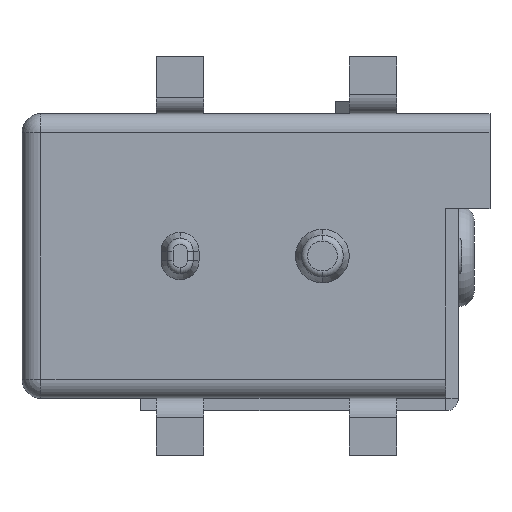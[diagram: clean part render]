
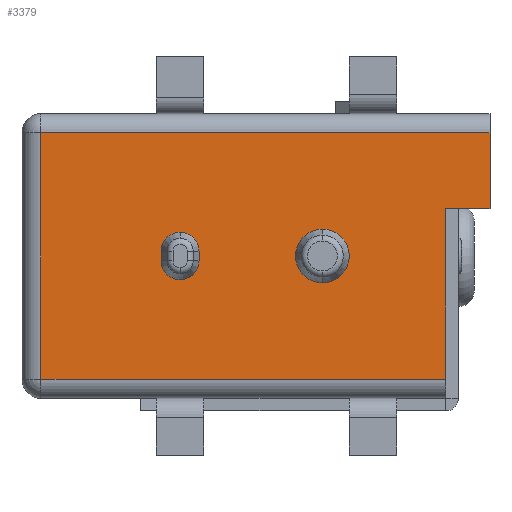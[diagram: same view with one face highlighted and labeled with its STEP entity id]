
A CAD part, front view. The second image highlights one B-rep face of the part: STEP entity #3379.
In plain terms, the highlighted planar face has unit normal (0, -1, 0).
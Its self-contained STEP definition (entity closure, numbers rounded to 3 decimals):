
#19 = CIRCLE ( 'NONE', #1869, 0.6 ) ;
#32 = AXIS2_PLACEMENT_3D ( 'NONE', #2575, #4426, #690 ) ;
#58 = VECTOR ( 'NONE', #3939, 1000. ) ;
#67 = CARTESIAN_POINT ( 'NONE',  ( -1.8, 0.05, -0.15 ) ) ;
#73 = CARTESIAN_POINT ( 'NONE',  ( -3.9, 0.05, -3.9 ) ) ;
#125 = EDGE_CURVE ( 'NONE', #1511, #814, #3039, .T. ) ;
#293 = LINE ( 'NONE', #4316, #58 ) ;
#370 = VERTEX_POINT ( 'NONE', #3147 ) ;
#386 = CARTESIAN_POINT ( 'NONE',  ( 7.4, 0.05, 3.9 ) ) ;
#387 = ORIENTED_EDGE ( 'NONE', *, *, #414, .F. ) ;
#396 = VERTEX_POINT ( 'NONE', #2071 ) ;
#397 = CIRCLE ( 'NONE', #32, 0.6 ) ;
#414 = EDGE_CURVE ( 'NONE', #1511, #3386, #3714, .T. ) ;
#496 = VERTEX_POINT ( 'NONE', #2887 ) ;
#561 = ORIENTED_EDGE ( 'NONE', *, *, #2977, .T. ) ;
#569 = EDGE_CURVE ( 'NONE', #396, #1779, #19, .T. ) ;
#596 = LINE ( 'NONE', #2717, #1739 ) ;
#656 = ORIENTED_EDGE ( 'NONE', *, *, #4243, .T. ) ;
#685 = DIRECTION ( 'NONE',  ( 0., 0., -1. ) ) ;
#690 = DIRECTION ( 'NONE',  ( 0., 0., -1. ) ) ;
#787 = CIRCLE ( 'NONE', #1022, 0.85 ) ;
#809 = CARTESIAN_POINT ( 'NONE',  ( 2.1, 0.05, 0. ) ) ;
#814 = VERTEX_POINT ( 'NONE', #4026 ) ;
#857 = DIRECTION ( 'NONE',  ( 0., 0., -1. ) ) ;
#945 = EDGE_LOOP ( 'NONE', ( #1109, #4449 ) ) ;
#978 = ORIENTED_EDGE ( 'NONE', *, *, #2396, .T. ) ;
#980 = AXIS2_PLACEMENT_3D ( 'NONE', #2497, #3562, #4340 ) ;
#992 = EDGE_CURVE ( 'NONE', #3149, #2241, #3589, .T. ) ;
#1022 = AXIS2_PLACEMENT_3D ( 'NONE', #4810, #2584, #2954 ) ;
#1093 = VECTOR ( 'NONE', #4190, 1000. ) ;
#1109 = ORIENTED_EDGE ( 'NONE', *, *, #992, .F. ) ;
#1172 = EDGE_CURVE ( 'NONE', #3116, #396, #4700, .T. ) ;
#1191 = DIRECTION ( 'NONE',  ( 0., -1., 0. ) ) ;
#1258 = EDGE_LOOP ( 'NONE', ( #1926, #1318, #2035, #4072, #3315 ) ) ;
#1271 = VECTOR ( 'NONE', #1880, 1000. ) ;
#1283 = VERTEX_POINT ( 'NONE', #2828 ) ;
#1291 = CARTESIAN_POINT ( 'NONE',  ( -2.4, 0.05, 0.15 ) ) ;
#1318 = ORIENTED_EDGE ( 'NONE', *, *, #4049, .F. ) ;
#1319 = AXIS2_PLACEMENT_3D ( 'NONE', #809, #1191, #2708 ) ;
#1346 = DIRECTION ( 'NONE',  ( 0., 0., -1. ) ) ;
#1476 = EDGE_LOOP ( 'NONE', ( #978, #656, #561, #3307, #387, #4794 ) ) ;
#1511 = VERTEX_POINT ( 'NONE', #386 ) ;
#1558 = EDGE_CURVE ( 'NONE', #1283, #370, #596, .T. ) ;
#1739 = VECTOR ( 'NONE', #857, 1000. ) ;
#1779 = VERTEX_POINT ( 'NONE', #2850 ) ;
#1786 = FACE_BOUND ( 'NONE', #1258, .T. ) ;
#1869 = AXIS2_PLACEMENT_3D ( 'NONE', #4460, #2944, #685 ) ;
#1880 = DIRECTION ( 'NONE',  ( -1., 0., 0. ) ) ;
#1926 = ORIENTED_EDGE ( 'NONE', *, *, #1172, .F. ) ;
#2035 = ORIENTED_EDGE ( 'NONE', *, *, #1558, .F. ) ;
#2071 = CARTESIAN_POINT ( 'NONE',  ( -1.8, 0.05, 0.15 ) ) ;
#2074 = DIRECTION ( 'NONE',  ( 0., -1., 0. ) ) ;
#2082 = CARTESIAN_POINT ( 'NONE',  ( 7.4, 0.05, 1.5 ) ) ;
#2086 = VECTOR ( 'NONE', #2506, 1000. ) ;
#2212 = LINE ( 'NONE', #73, #1093 ) ;
#2216 = EDGE_CURVE ( 'NONE', #3386, #4830, #293, .T. ) ;
#2241 = VERTEX_POINT ( 'NONE', #3212 ) ;
#2288 = CARTESIAN_POINT ( 'NONE',  ( 6., 0.05, 1.5 ) ) ;
#2396 = EDGE_CURVE ( 'NONE', #814, #496, #2881, .T. ) ;
#2497 = CARTESIAN_POINT ( 'NONE',  ( -3.9, 0.05, 4.5 ) ) ;
#2506 = DIRECTION ( 'NONE',  ( 0., 0., 1. ) ) ;
#2575 = CARTESIAN_POINT ( 'NONE',  ( -2.4, 0.05, -0.15 ) ) ;
#2584 = DIRECTION ( 'NONE',  ( 0., -1., 0. ) ) ;
#2608 = CARTESIAN_POINT ( 'NONE',  ( 6., 0.05, -16.316 ) ) ;
#2619 = DIRECTION ( 'NONE',  ( 0., 0., 1. ) ) ;
#2708 = DIRECTION ( 'NONE',  ( 0., 0., -1. ) ) ;
#2717 = CARTESIAN_POINT ( 'NONE',  ( -3., 0.05, -0.15 ) ) ;
#2828 = CARTESIAN_POINT ( 'NONE',  ( -3., 0.05, 0.15 ) ) ;
#2832 = CARTESIAN_POINT ( 'NONE',  ( -6.8, 0.05, -4.5 ) ) ;
#2834 = CARTESIAN_POINT ( 'NONE',  ( 7.4, 0.05, 1.5 ) ) ;
#2850 = CARTESIAN_POINT ( 'NONE',  ( -2.4, 0.05, 0.75 ) ) ;
#2854 = CARTESIAN_POINT ( 'NONE',  ( -1.8, 0.05, -0.15 ) ) ;
#2877 = VECTOR ( 'NONE', #2619, 1000. ) ;
#2881 = LINE ( 'NONE', #2832, #3688 ) ;
#2887 = CARTESIAN_POINT ( 'NONE',  ( -6.8, 0.05, -3.9 ) ) ;
#2944 = DIRECTION ( 'NONE',  ( 0., -1., 0. ) ) ;
#2954 = DIRECTION ( 'NONE',  ( 0., 0., -1. ) ) ;
#2977 = EDGE_CURVE ( 'NONE', #3047, #4830, #3980, .T. ) ;
#2987 = CARTESIAN_POINT ( 'NONE',  ( -3.9, 0.05, 3.9 ) ) ;
#3025 = CARTESIAN_POINT ( 'NONE',  ( 2.1, 0.05, 0.85 ) ) ;
#3039 = LINE ( 'NONE', #2987, #1271 ) ;
#3047 = VERTEX_POINT ( 'NONE', #3741 ) ;
#3116 = VERTEX_POINT ( 'NONE', #67 ) ;
#3147 = CARTESIAN_POINT ( 'NONE',  ( -3., 0.05, -0.15 ) ) ;
#3149 = VERTEX_POINT ( 'NONE', #3025 ) ;
#3200 = PLANE ( 'NONE',  #980 ) ;
#3212 = CARTESIAN_POINT ( 'NONE',  ( 2.1, 0.05, -0.85 ) ) ;
#3225 = DIRECTION ( 'NONE',  ( 0., 0., -1. ) ) ;
#3307 = ORIENTED_EDGE ( 'NONE', *, *, #2216, .F. ) ;
#3315 = ORIENTED_EDGE ( 'NONE', *, *, #569, .F. ) ;
#3379 = ADVANCED_FACE ( 'NONE', ( #4564, #4754, #1786 ), #3200, .T. ) ;
#3386 = VERTEX_POINT ( 'NONE', #2834 ) ;
#3538 = VECTOR ( 'NONE', #3225, 1000. ) ;
#3562 = DIRECTION ( 'NONE',  ( 0., -1., 0. ) ) ;
#3589 = CIRCLE ( 'NONE', #1319, 0.85 ) ;
#3642 = AXIS2_PLACEMENT_3D ( 'NONE', #1291, #2074, #4650 ) ;
#3688 = VECTOR ( 'NONE', #1346, 1000. ) ;
#3714 = LINE ( 'NONE', #2082, #3538 ) ;
#3741 = CARTESIAN_POINT ( 'NONE',  ( 6., 0.05, -3.9 ) ) ;
#3889 = EDGE_CURVE ( 'NONE', #1779, #1283, #4805, .T. ) ;
#3939 = DIRECTION ( 'NONE',  ( -1., 0., 0. ) ) ;
#3980 = LINE ( 'NONE', #2608, #2877 ) ;
#4026 = CARTESIAN_POINT ( 'NONE',  ( -6.8, 0.05, 3.9 ) ) ;
#4049 = EDGE_CURVE ( 'NONE', #370, #3116, #397, .T. ) ;
#4072 = ORIENTED_EDGE ( 'NONE', *, *, #3889, .F. ) ;
#4190 = DIRECTION ( 'NONE',  ( 1., 0., 0. ) ) ;
#4243 = EDGE_CURVE ( 'NONE', #496, #3047, #2212, .T. ) ;
#4316 = CARTESIAN_POINT ( 'NONE',  ( 7.4, 0.05, 1.5 ) ) ;
#4340 = DIRECTION ( 'NONE',  ( 0., 0., -1. ) ) ;
#4426 = DIRECTION ( 'NONE',  ( 0., -1., 0. ) ) ;
#4449 = ORIENTED_EDGE ( 'NONE', *, *, #4585, .F. ) ;
#4460 = CARTESIAN_POINT ( 'NONE',  ( -2.4, 0.05, 0.15 ) ) ;
#4564 = FACE_BOUND ( 'NONE', #945, .T. ) ;
#4585 = EDGE_CURVE ( 'NONE', #2241, #3149, #787, .T. ) ;
#4650 = DIRECTION ( 'NONE',  ( 0., 0., -1. ) ) ;
#4700 = LINE ( 'NONE', #2854, #2086 ) ;
#4754 = FACE_OUTER_BOUND ( 'NONE', #1476, .T. ) ;
#4794 = ORIENTED_EDGE ( 'NONE', *, *, #125, .T. ) ;
#4805 = CIRCLE ( 'NONE', #3642, 0.6 ) ;
#4810 = CARTESIAN_POINT ( 'NONE',  ( 2.1, 0.05, 0. ) ) ;
#4830 = VERTEX_POINT ( 'NONE', #2288 ) ;
